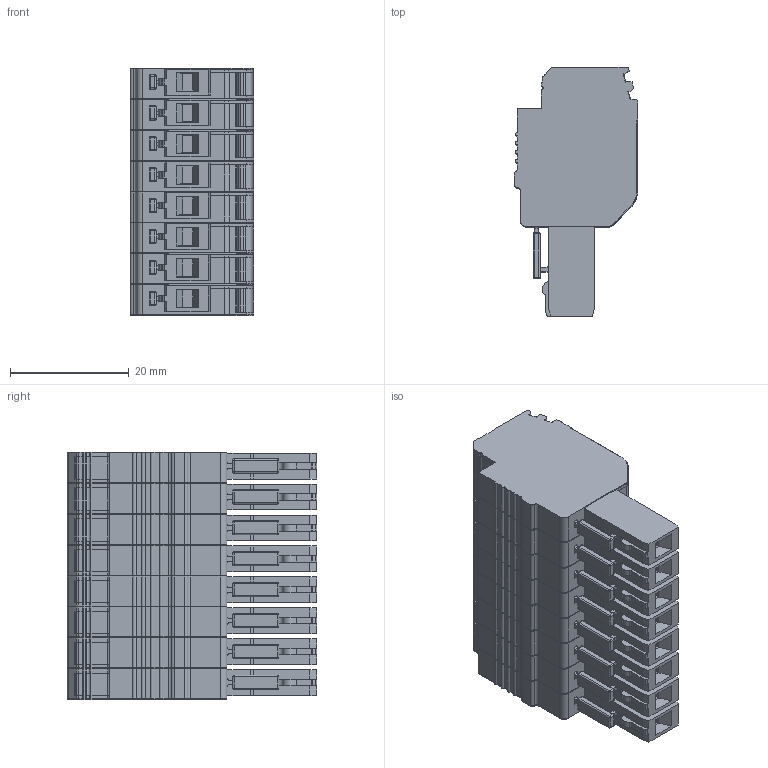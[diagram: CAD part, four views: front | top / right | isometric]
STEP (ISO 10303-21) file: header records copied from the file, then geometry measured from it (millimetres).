
FILE_DESCRIPTION (( 'STEP AP214' ), '1' );
FILE_NAME ('310389_SG_PT 2.5CS_8_Grey.STEP', '2017-09-28T08:04:47', ( '' ), ( '' ), 'SwSTEP 2.0', 'SolidWorks 2017', '' );
FILE_SCHEMA (( 'AUTOMOTIVE_DESIGN' ));
Length unit declared in the file: millimetre
Products named in the file (1): 310389_SG_PT 2.5CS_8_Grey
Bounding box: 20.78 x 41.9 x 41.6 mm (x, y, z)
Volume: 23116.4 mm3; surface area: 9795.8 mm2
Topology: 1 solids, 9 shells, 2351 faces, 6632 edges, 4283 vertices
Faces by surface type: plane 1510, cylinder 777, bspline 64
Entity records: 75946 total; most frequent: CARTESIAN_POINT 14235, ORIENTED_EDGE 13136, DIRECTION 12690, EDGE_CURVE 6568, VECTOR 4974, LINE 4974, VERTEX_POINT 4283, AXIS2_PLACEMENT_3D 3858
